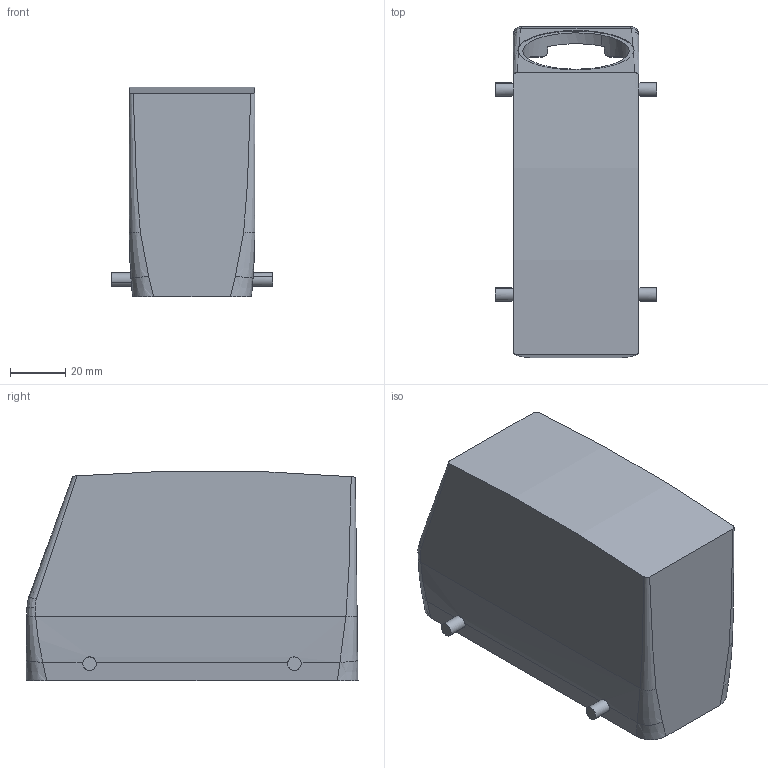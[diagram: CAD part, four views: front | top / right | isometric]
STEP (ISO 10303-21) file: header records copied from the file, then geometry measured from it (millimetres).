
FILE_DESCRIPTION(('CATIA V5 STEP Exchange','CAx-IF Rec.Pracs.--- Model Styling and Organization---1.4--- 2014-01-23'),'2;1');
FILE_NAME ('13269420_3', '2019-07-25T14:54:22+00:00', ('none'), ('Weidmueller'), 'CATIA Version 5-6 Release 2016 SP3 HF44', 'CATIA V5 STEP AP214', 'none');
FILE_SCHEMA(('AUTOMOTIVE_DESIGN { 1 0 10303 214 1 1 1 1 }'));
Length unit declared in the file: millimetre
Products named in the file (1): 2544050000
Bounding box: 58.4 x 120 x 75.83 mm (x, y, z)
Volume: 128901.9 mm3; surface area: 51526.3 mm2
Topology: 1 solids, 1 shells, 148 faces, 377 edges, 232 vertices
Faces by surface type: plane 53, cone 42, cylinder 37, bspline 16
Entity records: 6364 total; most frequent: CARTESIAN_POINT 3172, ORIENTED_EDGE 738, DIRECTION 487, EDGE_CURVE 369, VERTEX_POINT 232, AXIS2_PLACEMENT_3D 195, VECTOR 177, LINE 177
